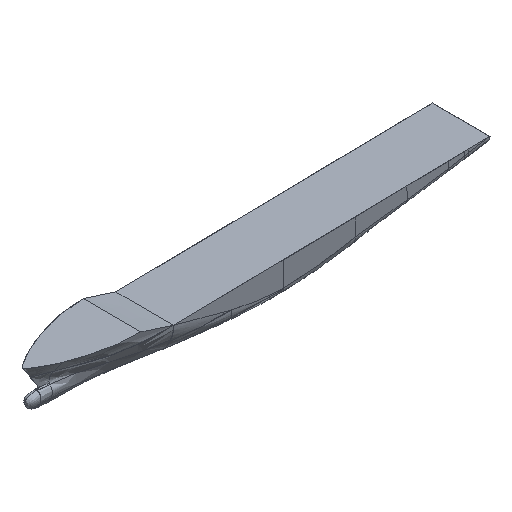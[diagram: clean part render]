
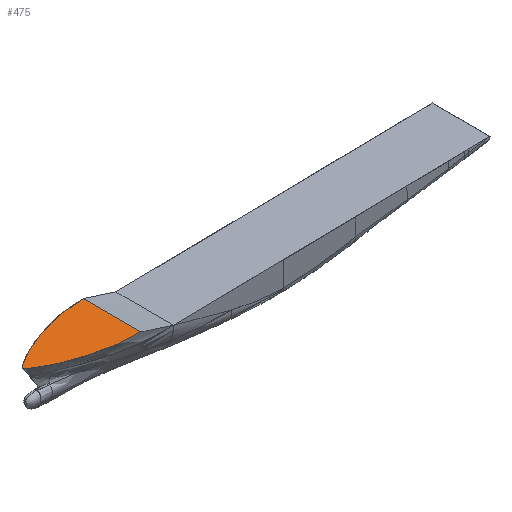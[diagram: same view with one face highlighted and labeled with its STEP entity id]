
A CAD part, isometric view. The second image highlights one B-rep face of the part: STEP entity #475.
In plain terms, the highlighted planar face has unit normal (-0.017, 0, 1).
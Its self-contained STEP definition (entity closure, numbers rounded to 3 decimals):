
#36=PLANE('',#3521);
#475=ADVANCED_FACE('',(#621),#36,.T.);
#621=FACE_OUTER_BOUND('',#767,.T.);
#767=EDGE_LOOP('',(#1394,#1395,#1396,#1397));
#1394=ORIENTED_EDGE('',*,*,#2024,.T.);
#1395=ORIENTED_EDGE('',*,*,#2027,.T.);
#1396=ORIENTED_EDGE('',*,*,#2026,.T.);
#1397=ORIENTED_EDGE('',*,*,#2025,.T.);
#2024=EDGE_CURVE('',#3284,#3287,#2654,.T.);
#2025=EDGE_CURVE('',#3285,#3284,#2655,.T.);
#2026=EDGE_CURVE('',#3286,#3285,#2656,.T.);
#2027=EDGE_CURVE('',#3287,#3286,#2657,.T.);
#2654=B_SPLINE_CURVE_WITH_KNOTS('',3,(#31863,#31864,#31865,#31866,#31867,
#31868,#31869,#31870,#31871,#31872),.UNSPECIFIED.,.F.,.F.,(4,1,1,1,1,1,
1,4),(0.,0.143,0.286,0.429,0.571,
0.714,0.857,1.),.UNSPECIFIED.);
#2655=B_SPLINE_CURVE_WITH_KNOTS('',3,(#31873,#31874,#31875,#31876,#31877,
#31878,#31879,#31880,#31881,#31882),.UNSPECIFIED.,.F.,.F.,(4,1,1,1,1,1,
1,4),(4.,4.143,4.286,4.429,4.571,
4.714,4.857,5.),.UNSPECIFIED.);
#2656=B_SPLINE_CURVE_WITH_KNOTS('',3,(#31883,#31884,#31885,#31886,#31887,
#31888,#31889,#31890,#31891,#31892,#31893,#31894,#31895,#31896,#31897,#31898,
#31899,#31900,#31901),.UNSPECIFIED.,.F.,.F.,(4,1,1,1,1,1,1,3,1,1,1,1,1,
1,4),(2.,2.143,2.286,2.429,2.571,
2.714,2.857,3.,3.143,3.286,
3.429,3.571,3.714,3.857,4.),
 .UNSPECIFIED.);
#2657=B_SPLINE_CURVE_WITH_KNOTS('',1,(#31902,#31903),.UNSPECIFIED.,.F.,
 .F.,(2,2),(1.,2.),.UNSPECIFIED.);
#3284=VERTEX_POINT('',#31859);
#3285=VERTEX_POINT('',#31860);
#3286=VERTEX_POINT('',#31861);
#3287=VERTEX_POINT('',#31862);
#3521=AXIS2_PLACEMENT_3D('',#31858,#3548,$);
#3548=DIRECTION('',(-0.017,0.,1.));
#31858=CARTESIAN_POINT('',(1096.004,430.033,301.745));
#31859=CARTESIAN_POINT('',(146.164,-220.309,285.226));
#31860=CARTESIAN_POINT('',(-212.562,0.019,278.988));
#31861=CARTESIAN_POINT('',(1096.004,424.934,301.745));
#31862=CARTESIAN_POINT('',(1096.004,-424.895,301.745));
#31863=CARTESIAN_POINT('',(146.164,-220.309,285.226));
#31864=CARTESIAN_POINT('',(188.683,-239.352,285.966));
#31865=CARTESIAN_POINT('',(275.052,-274.377,287.468));
#31866=CARTESIAN_POINT('',(407.574,-318.972,289.773));
#31867=CARTESIAN_POINT('',(542.379,-356.067,292.117));
#31868=CARTESIAN_POINT('',(679.007,-385.707,294.493));
#31869=CARTESIAN_POINT('',(817.086,-407.713,296.895));
#31870=CARTESIAN_POINT('',(956.217,-421.565,299.314));
#31871=CARTESIAN_POINT('',(1049.386,-424.855,300.935));
#31872=CARTESIAN_POINT('',(1096.004,-424.895,301.745));
#31873=CARTESIAN_POINT('',(-212.562,0.019,278.988));
#31874=CARTESIAN_POINT('',(-211.12,-22.072,279.013));
#31875=CARTESIAN_POINT('',(-173.957,-44.995,279.659));
#31876=CARTESIAN_POINT('',(-123.391,-77.019,280.539));
#31877=CARTESIAN_POINT('',(-70.683,-108.451,281.455));
#31878=CARTESIAN_POINT('',(-17.705,-138.611,282.377));
#31879=CARTESIAN_POINT('',(36.12,-167.468,283.313));
#31880=CARTESIAN_POINT('',(90.688,-194.829,284.262));
#31881=CARTESIAN_POINT('',(127.593,-211.995,284.903));
#31882=CARTESIAN_POINT('',(146.164,-220.309,285.226));
#31883=CARTESIAN_POINT('',(1096.004,424.934,301.745));
#31884=CARTESIAN_POINT('',(1049.386,424.893,300.935));
#31885=CARTESIAN_POINT('',(956.217,421.604,299.314));
#31886=CARTESIAN_POINT('',(817.086,407.752,296.895));
#31887=CARTESIAN_POINT('',(679.007,385.746,294.493));
#31888=CARTESIAN_POINT('',(542.379,356.106,292.117));
#31889=CARTESIAN_POINT('',(407.574,319.01,289.773));
#31890=CARTESIAN_POINT('',(275.052,274.416,287.468));
#31891=CARTESIAN_POINT('',(188.683,239.391,285.966));
#31892=CARTESIAN_POINT('',(146.164,220.348,285.226));
#31893=CARTESIAN_POINT('',(127.593,212.033,284.903));
#31894=CARTESIAN_POINT('',(90.688,194.868,284.262));
#31895=CARTESIAN_POINT('',(36.12,167.507,283.313));
#31896=CARTESIAN_POINT('',(-17.705,138.65,282.377));
#31897=CARTESIAN_POINT('',(-70.683,108.49,281.455));
#31898=CARTESIAN_POINT('',(-123.391,77.058,280.539));
#31899=CARTESIAN_POINT('',(-173.957,45.034,279.659));
#31900=CARTESIAN_POINT('',(-211.12,22.111,279.013));
#31901=CARTESIAN_POINT('',(-212.562,0.019,278.988));
#31902=CARTESIAN_POINT('',(1096.004,-424.895,301.745));
#31903=CARTESIAN_POINT('',(1096.004,424.934,301.745));
